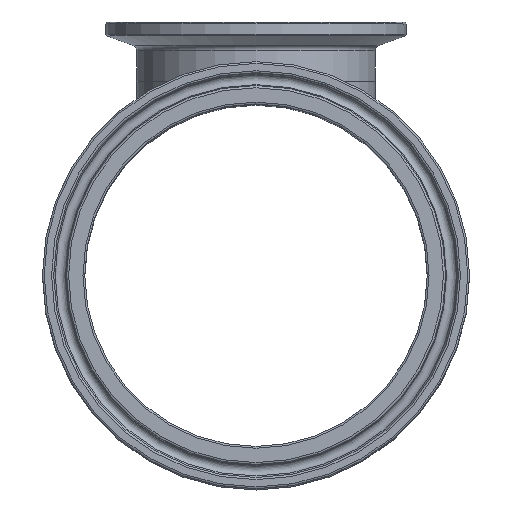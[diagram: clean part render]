
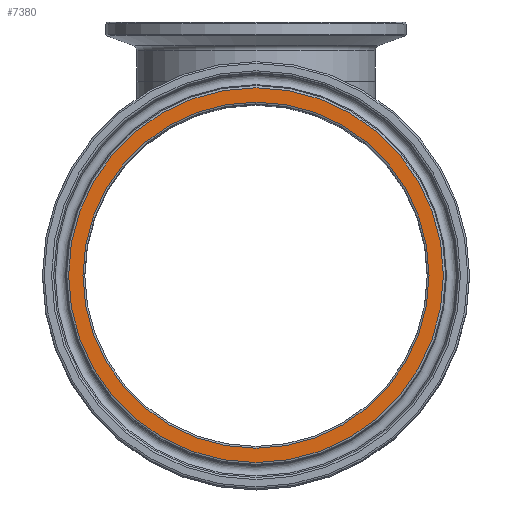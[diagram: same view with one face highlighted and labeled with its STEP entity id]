
A CAD part, top view. The second image highlights one B-rep face of the part: STEP entity #7380.
In plain terms, the highlighted planar face has unit normal (0, 0, 1).
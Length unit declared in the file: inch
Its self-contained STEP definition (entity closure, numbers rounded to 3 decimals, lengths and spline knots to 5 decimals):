
#176=FACE_BOUND('',#1447,.T.);
#358=PLANE('',#7837);
#945=FACE_OUTER_BOUND('',#1446,.T.);
#1446=EDGE_LOOP('',(#6855));
#1447=EDGE_LOOP('',(#6856));
#2969=CIRCLE('',#7836,1.45);
#2970=CIRCLE('',#7838,1.57066);
#3697=VERTEX_POINT('',#16074);
#3698=VERTEX_POINT('',#16077);
#4759=EDGE_CURVE('',#3697,#3697,#2969,.T.);
#4760=EDGE_CURVE('',#3698,#3698,#2970,.T.);
#6855=ORIENTED_EDGE('',*,*,#4760,.F.);
#6856=ORIENTED_EDGE('',*,*,#4759,.F.);
#7380=ADVANCED_FACE('',(#945,#176),#358,.T.);
#7836=AXIS2_PLACEMENT_3D('',#16075,#9217,#9218);
#7837=AXIS2_PLACEMENT_3D('',#16076,#9219,#9220);
#7838=AXIS2_PLACEMENT_3D('',#16078,#9221,#9222);
#9217=DIRECTION('center_axis',(0.,0.,
1.));
#9218=DIRECTION('ref_axis',(0.,-1.,0.));
#9219=DIRECTION('center_axis',(0.,0.,
1.));
#9220=DIRECTION('ref_axis',(1.,0.,0.));
#9221=DIRECTION('center_axis',(0.,0.,
-1.));
#9222=DIRECTION('ref_axis',(0.,-1.,0.));
#16074=CARTESIAN_POINT('',(0.,1.45,3.094));
#16075=CARTESIAN_POINT('Origin',(0.,0.,
3.094));
#16076=CARTESIAN_POINT('Origin',(0.,1.58466,
3.094));
#16077=CARTESIAN_POINT('',(0.,1.57066,3.094));
#16078=CARTESIAN_POINT('Origin',(0.,0.,
3.094));
